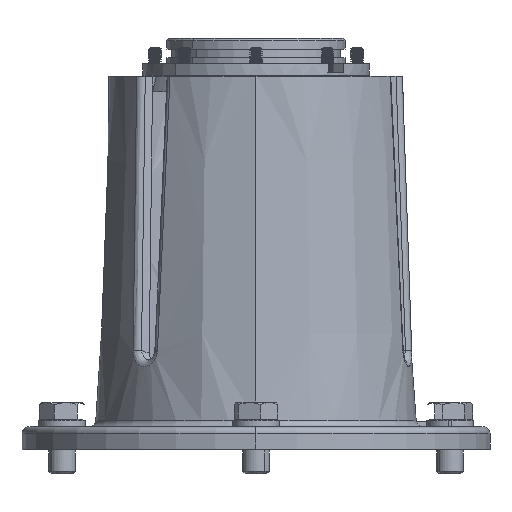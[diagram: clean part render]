
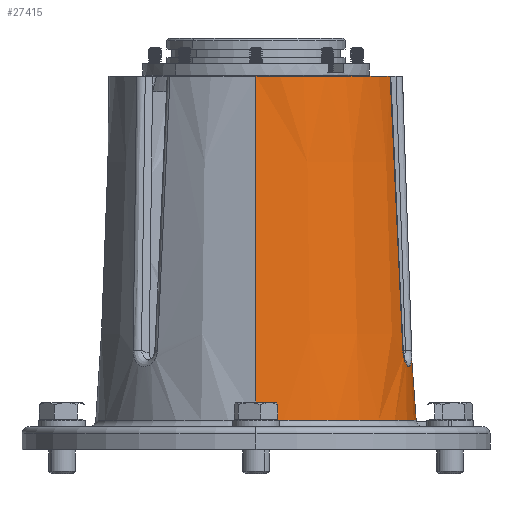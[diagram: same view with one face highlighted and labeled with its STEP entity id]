
A CAD part, front view. The second image highlights one B-rep face of the part: STEP entity #27415.
In plain terms, the highlighted conical face has half-angle 2.184 degrees and reference radius 69.85 mm.
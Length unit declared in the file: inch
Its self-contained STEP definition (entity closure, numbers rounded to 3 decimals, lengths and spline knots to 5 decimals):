
#420 = CARTESIAN_POINT ( 'NONE',  ( 0., -2.75, 6.865 ) ) ;
#2275 = B_SPLINE_CURVE_WITH_KNOTS ( 'NONE', 3,
 ( #32125, #8334, #18677, #42326 ),
 .UNSPECIFIED., .F., .F.,
 ( 4, 4 ),
 ( 0., 0.13036 ),
 .UNSPECIFIED. ) ;
#2315 = CARTESIAN_POINT ( 'NONE',  ( 2.58805, -1.10895, 5.15625 ) ) ;
#2393 = VERTEX_POINT ( 'NONE', #38094 ) ;
#2515 = CARTESIAN_POINT ( 'NONE',  ( 2.912, -0.44827, 1.71797 ) ) ;
#2669 = CARTESIAN_POINT ( 'NONE',  ( 2.90054, -0.56137, 1.50745 ) ) ;
#2821 = CARTESIAN_POINT ( 'NONE',  ( 2.8426, -0.81442, 1.43866 ) ) ;
#2967 = CARTESIAN_POINT ( 'NONE',  ( 2.75546, -1.0517, 1.63849 ) ) ;
#3155 = CARTESIAN_POINT ( 'NONE',  ( 2.5078, -1.12847, 6.865 ) ) ;
#4107 = EDGE_CURVE ( 'NONE', #27239, #28617, #33003, .T. ) ;
#6012 = CARTESIAN_POINT ( 'NONE',  ( 0., 0., 6.865 ) ) ;
#6023 = CARTESIAN_POINT ( 'NONE',  ( 2.91131, -0.44758, 1.7386 ) ) ;
#6115 = EDGE_LOOP ( 'NONE', ( #17718, #29228, #18998, #43338, #7308, #10583, #28681, #18760 ) ) ;
#6166 = CARTESIAN_POINT ( 'NONE',  ( 2.89323, -0.60315, 1.47894 ) ) ;
#6314 = CARTESIAN_POINT ( 'NONE',  ( 2.82812, -0.8621, 1.44971 ) ) ;
#6453 = CARTESIAN_POINT ( 'NONE',  ( 2.74769, -1.0656, 1.69746 ) ) ;
#6978 = AXIS2_PLACEMENT_3D ( 'NONE', #24256, #24121, #24072 ) ;
#7263 = EDGE_CURVE ( 'NONE', #42914, #24655, #22641, .T. ) ;
#7308 = ORIENTED_EDGE ( 'NONE', *, *, #4107, .T. ) ;
#8334 = CARTESIAN_POINT ( 'NONE',  ( 2.79579, -0.33365, 5.15625 ) ) ;
#9446 = CARTESIAN_POINT ( 'NONE',  ( 2.91237, -0.45096, 1.69776 ) ) ;
#9596 = CARTESIAN_POINT ( 'NONE',  ( 2.88804, -0.63007, 1.46484 ) ) ;
#9735 = CARTESIAN_POINT ( 'NONE',  ( 2.81015, -0.916, 1.47351 ) ) ;
#9874 = CARTESIAN_POINT ( 'NONE',  ( 2.74506, -1.06804, 1.7386 ) ) ;
#10583 = ORIENTED_EDGE ( 'NONE', *, *, #27739, .T. ) ;
#11379 = CARTESIAN_POINT ( 'NONE',  ( 0., 0., 6.865 ) ) ;
#12740 = CARTESIAN_POINT ( 'NONE',  ( 2.74506, -1.06804, 1.7386 ) ) ;
#12932 = CARTESIAN_POINT ( 'NONE',  ( 2.91236, -0.46073, 1.65827 ) ) ;
#13068 = CARTESIAN_POINT ( 'NONE',  ( 2.88034, -0.66715, 1.44982 ) ) ;
#13220 = CARTESIAN_POINT ( 'NONE',  ( 2.79272, -0.96387, 1.50723 ) ) ;
#14207 = EDGE_CURVE ( 'NONE', #18010, #42914, #19027, .T. ) ;
#14331 = VERTEX_POINT ( 'NONE', #15148 ) ;
#14873 = DIRECTION ( 'NONE',  ( 0., 1., 0. ) ) ;
#15148 = CARTESIAN_POINT ( 'NONE',  ( 0., -2.99523, 0.43505 ) ) ;
#15524 = DIRECTION ( 'NONE',  ( 0., 0., 1. ) ) ;
#15645 = EDGE_CURVE ( 'NONE', #27239, #2393, #15833, .T. ) ;
#15833 = LINE ( 'NONE', #20629, #24745 ) ;
#16359 = CARTESIAN_POINT ( 'NONE',  ( 2.91181, -0.47117, 1.62926 ) ) ;
#16507 = CARTESIAN_POINT ( 'NONE',  ( 2.86663, -0.72582, 1.4368 ) ) ;
#16662 = CARTESIAN_POINT ( 'NONE',  ( 2.78179, -0.9917, 1.53549 ) ) ;
#16792 = DIRECTION ( 'NONE',  ( 0., -0.038, -0.999 ) ) ;
#17082 = EDGE_CURVE ( 'NONE', #24655, #26705, #34791, .T. ) ;
#17718 = ORIENTED_EDGE ( 'NONE', *, *, #17082, .T. ) ;
#18010 = VERTEX_POINT ( 'NONE', #42400 ) ;
#18677 = CARTESIAN_POINT ( 'NONE',  ( 2.85413, -0.39063, 3.44744 ) ) ;
#18760 = ORIENTED_EDGE ( 'NONE', *, *, #7263, .T. ) ;
#18998 = ORIENTED_EDGE ( 'NONE', *, *, #26891, .T. ) ;
#19027 = B_SPLINE_CURVE_WITH_KNOTS ( 'NONE', 3,
 ( #6023, #2515, #9446, #33209, #12932, #36620, #16359, #39998, #19748, #43419, #23066, #2669, #26467, #6166, #29914, #9596, #33341, #13068, #36761, #16507, #40134, #19878, #43572, #23208, #2821, #26621, #6314, #30055, #9735, #33500, #13220, #36903, #16662, #40287, #20023, #43719, #23365, #2967, #26766, #6453, #30207, #9874 ),
 .UNSPECIFIED., .F., .F.,
 ( 4, 2, 2, 2, 2, 2, 2, 2, 2, 2, 2, 2, 2, 2, 2, 2, 2, 2, 2, 2, 4 ),
 ( 0., 0.00155, 0.00232, 0.0031, 0.00465, 0.0062, 0.00775, 0.00852, 0.00929, 0.01084, 0.01239, 0.01317, 0.01394, 0.01549, 0.01704, 0.01859, 0.01936, 0.02014, 0.02169, 0.02324, 0.02478 ),
 .UNSPECIFIED. ) ;
#19748 = CARTESIAN_POINT ( 'NONE',  ( 2.90978, -0.49419, 1.58371 ) ) ;
#19878 = CARTESIAN_POINT ( 'NONE',  ( 2.85374, -0.77505, 1.43495 ) ) ;
#20023 = CARTESIAN_POINT ( 'NONE',  ( 2.77418, -1.0102, 1.55871 ) ) ;
#20177 = AXIS2_PLACEMENT_3D ( 'NONE', #11379, #35117, #14873 ) ;
#20629 = CARTESIAN_POINT ( 'NONE',  ( 0., 2.75, 6.865 ) ) ;
#22641 = B_SPLINE_CURVE_WITH_KNOTS ( 'NONE', 3,
 ( #12740, #26153, #2315, #36433 ),
 .UNSPECIFIED., .F., .F.,
 ( 4, 4 ),
 ( 0., 0.13036 ),
 .UNSPECIFIED. ) ;
#22907 = DIRECTION ( 'NONE',  ( 0., 0., -1. ) ) ;
#23066 = CARTESIAN_POINT ( 'NONE',  ( 2.90505, -0.53173, 1.53513 ) ) ;
#23208 = CARTESIAN_POINT ( 'NONE',  ( 2.84546, -0.80457, 1.43726 ) ) ;
#23365 = CARTESIAN_POINT ( 'NONE',  ( 2.76287, -1.03616, 1.60098 ) ) ;
#23560 = CONICAL_SURFACE ( 'NONE', #27967, 2.75, 0.038 ) ;
#23850 = DIRECTION ( 'NONE',  ( 0., 0.038, -0.999 ) ) ;
#24072 = DIRECTION ( 'NONE',  ( 0., 1., 0. ) ) ;
#24121 = DIRECTION ( 'NONE',  ( 0., 0., -1. ) ) ;
#24256 = CARTESIAN_POINT ( 'NONE',  ( 0., 0., 6.865 ) ) ;
#24655 = VERTEX_POINT ( 'NONE', #3155 ) ;
#24745 = VECTOR ( 'NONE', #23850, 39.37008 ) ;
#25556 = LINE ( 'NONE', #37036, #26629 ) ;
#25655 = FACE_OUTER_BOUND ( 'NONE', #6115, .T. ) ;
#26153 = CARTESIAN_POINT ( 'NONE',  ( 2.66706, -1.08877, 3.44744 ) ) ;
#26314 = DIRECTION ( 'NONE',  ( 0., 1., 0. ) ) ;
#26467 = CARTESIAN_POINT ( 'NONE',  ( 2.89789, -0.57738, 1.49514 ) ) ;
#26621 = CARTESIAN_POINT ( 'NONE',  ( 2.83398, -0.84338, 1.44422 ) ) ;
#26629 = VECTOR ( 'NONE', #16792, 39.37008 ) ;
#26705 = VERTEX_POINT ( 'NONE', #420 ) ;
#26766 = CARTESIAN_POINT ( 'NONE',  ( 2.75242, -1.05755, 1.6578 ) ) ;
#26842 = CIRCLE ( 'NONE', #37384, 2.99523 ) ;
#26891 = EDGE_CURVE ( 'NONE', #14331, #2393, #26842, .T. ) ;
#27239 = VERTEX_POINT ( 'NONE', #41195 ) ;
#27415 = ADVANCED_FACE ( 'NONE', ( #25655 ), #23560, .T. ) ;
#27739 = EDGE_CURVE ( 'NONE', #28617, #18010, #2275, .T. ) ;
#27967 = AXIS2_PLACEMENT_3D ( 'NONE', #6012, #22907, #26314 ) ;
#28617 = VERTEX_POINT ( 'NONE', #35967 ) ;
#28681 = ORIENTED_EDGE ( 'NONE', *, *, #14207, .T. ) ;
#29228 = ORIENTED_EDGE ( 'NONE', *, *, #40569, .T. ) ;
#29914 = CARTESIAN_POINT ( 'NONE',  ( 2.89156, -0.61205, 1.47391 ) ) ;
#30055 = CARTESIAN_POINT ( 'NONE',  ( 2.81622, -0.89836, 1.46431 ) ) ;
#30207 = CARTESIAN_POINT ( 'NONE',  ( 2.746, -1.06779, 1.71797 ) ) ;
#32125 = CARTESIAN_POINT ( 'NONE',  ( 2.73605, -0.27661, 6.865 ) ) ;
#33003 = CIRCLE ( 'NONE', #6978, 2.75 ) ;
#33209 = CARTESIAN_POINT ( 'NONE',  ( 2.91243, -0.45792, 1.66807 ) ) ;
#33341 = CARTESIAN_POINT ( 'NONE',  ( 2.88619, -0.63923, 1.46075 ) ) ;
#33500 = CARTESIAN_POINT ( 'NONE',  ( 2.79843, -0.94866, 1.49495 ) ) ;
#34791 = CIRCLE ( 'NONE', #20177, 2.75 ) ;
#35117 = DIRECTION ( 'NONE',  ( 0., 0., -1. ) ) ;
#35774 = CARTESIAN_POINT ( 'NONE',  ( 0., 0., 0.43505 ) ) ;
#35967 = CARTESIAN_POINT ( 'NONE',  ( 2.73605, -0.27661, 6.865 ) ) ;
#36433 = CARTESIAN_POINT ( 'NONE',  ( 2.5078, -1.12847, 6.865 ) ) ;
#36580 = CARTESIAN_POINT ( 'NONE',  ( 2.74506, -1.06804, 1.7386 ) ) ;
#36620 = CARTESIAN_POINT ( 'NONE',  ( 2.91206, -0.46734, 1.63889 ) ) ;
#36761 = CARTESIAN_POINT ( 'NONE',  ( 2.87603, -0.6864, 1.44426 ) ) ;
#36903 = CARTESIAN_POINT ( 'NONE',  ( 2.78448, -0.98495, 1.5281 ) ) ;
#37036 = CARTESIAN_POINT ( 'NONE',  ( 0., -2.75, 6.865 ) ) ;
#37384 = AXIS2_PLACEMENT_3D ( 'NONE', #35774, #15524, #39123 ) ;
#38094 = CARTESIAN_POINT ( 'NONE',  ( 0., 2.99523, 0.43505 ) ) ;
#39123 = DIRECTION ( 'NONE',  ( 0., 1., 0. ) ) ;
#39998 = CARTESIAN_POINT ( 'NONE',  ( 2.91081, -0.48395, 1.60128 ) ) ;
#40134 = CARTESIAN_POINT ( 'NONE',  ( 2.86165, -0.74552, 1.43496 ) ) ;
#40287 = CARTESIAN_POINT ( 'NONE',  ( 2.77664, -1.0043, 1.55078 ) ) ;
#40569 = EDGE_CURVE ( 'NONE', #26705, #14331, #25556, .T. ) ;
#41195 = CARTESIAN_POINT ( 'NONE',  ( 0., 2.75, 6.865 ) ) ;
#42326 = CARTESIAN_POINT ( 'NONE',  ( 2.91131, -0.44758, 1.7386 ) ) ;
#42400 = CARTESIAN_POINT ( 'NONE',  ( 2.91131, -0.44758, 1.7386 ) ) ;
#42914 = VERTEX_POINT ( 'NONE', #36580 ) ;
#43338 = ORIENTED_EDGE ( 'NONE', *, *, #15645, .F. ) ;
#43419 = CARTESIAN_POINT ( 'NONE',  ( 2.90691, -0.51801, 1.55068 ) ) ;
#43572 = CARTESIAN_POINT ( 'NONE',  ( 2.85103, -0.78489, 1.43541 ) ) ;
#43719 = CARTESIAN_POINT ( 'NONE',  ( 2.76713, -1.02671, 1.58337 ) ) ;
